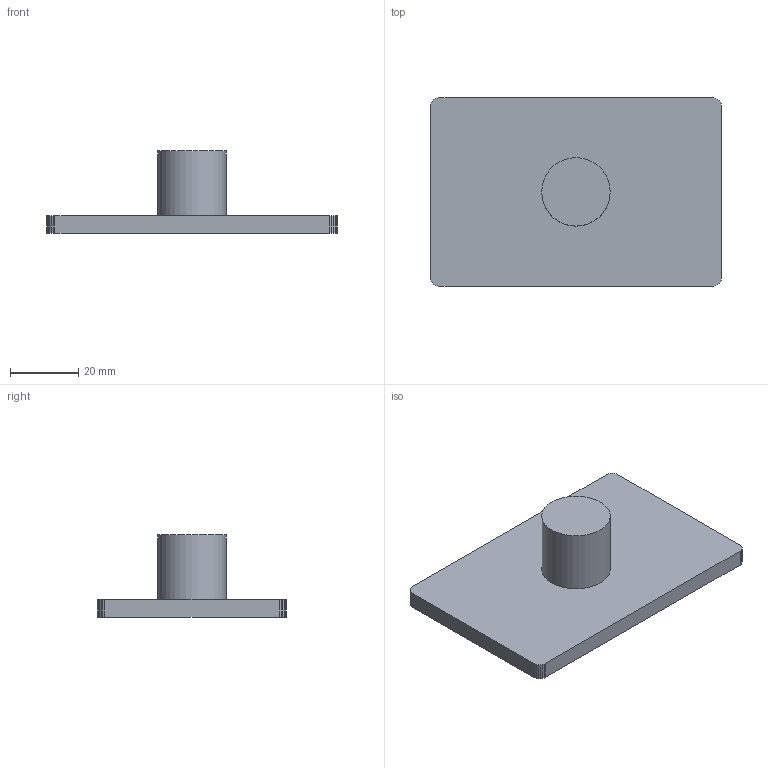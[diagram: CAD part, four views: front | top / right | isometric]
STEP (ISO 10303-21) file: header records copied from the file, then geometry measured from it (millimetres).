
FILE_DESCRIPTION(('FreeCAD Model'),'2;1');
FILE_NAME('lid.step','2017-05-23T10:33:26' ,('Author'),(''),'Open CASCADE STEP processor 6.8','FreeCAD','Unknown' );
FILE_SCHEMA(('AUTOMOTIVE_DESIGN_CC2 { 1 2 10303 214 -1 1 5 4 }'));
Length unit declared in the file: millimetre
Products named in the file (2): ASSEMBLY; union
Assembly tree (1 placements, depth 2):
  ASSEMBLY
    union
Bounding box: 84.98 x 54.99 x 24 mm (x, y, z)
Volume: 29312.2 mm3; surface area: 11911.2 mm2
Topology: 1 solids, 1 shells, 32 faces, 87 edges, 58 vertices
Faces by surface type: plane 31, cylinder 1
Full cylindrical faces by diameter (mm): 20 x1
Entity records: 2378 total; most frequent: CARTESIAN_POINT 353, DIRECTION 331, LINE 257, VECTOR 257, ORIENTED_EDGE 174, PCURVE 174, DEFINITIONAL_REPRESENTATION 174, EDGE_CURVE 87
